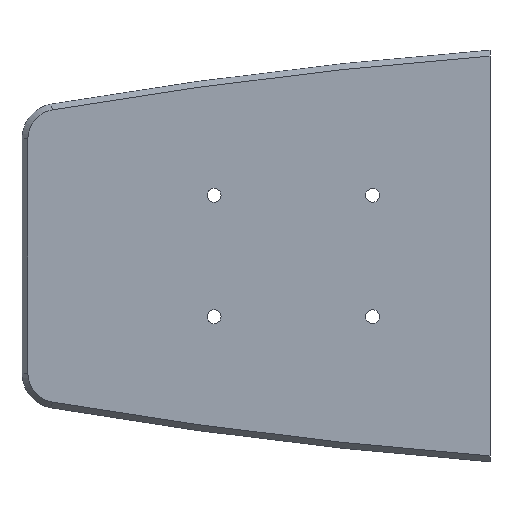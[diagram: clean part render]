
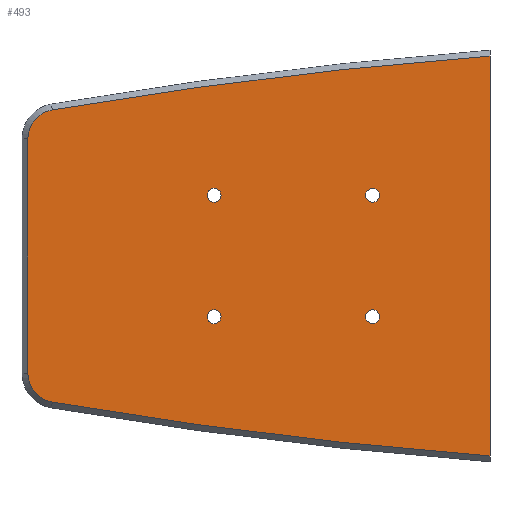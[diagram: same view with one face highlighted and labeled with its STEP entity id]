
A CAD part, front view. The second image highlights one B-rep face of the part: STEP entity #493.
In plain terms, the highlighted planar face has unit normal (0, -1, 0).
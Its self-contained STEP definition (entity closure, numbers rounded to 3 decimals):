
#15=FACE_BOUND('',#95,.T.);
#16=FACE_BOUND('',#96,.T.);
#17=FACE_BOUND('',#97,.T.);
#18=FACE_BOUND('',#98,.T.);
#46=PLANE('',#562);
#62=FACE_OUTER_BOUND('',#94,.T.);
#94=EDGE_LOOP('',(#368,#369,#370,#371,#372,#373));
#95=EDGE_LOOP('',(#374));
#96=EDGE_LOOP('',(#375));
#97=EDGE_LOOP('',(#376));
#98=EDGE_LOOP('',(#377));
#132=LINE('',#811,#163);
#135=LINE('',#828,#166);
#163=VECTOR('',#649,10.);
#166=VECTOR('',#666,10.);
#195=CIRCLE('',#551,1598.);
#197=CIRCLE('',#554,10.);
#199=CIRCLE('',#558,10.);
#200=CIRCLE('',#560,1598.);
#202=CIRCLE('',#563,2.381);
#203=CIRCLE('',#564,2.381);
#204=CIRCLE('',#565,2.381);
#205=CIRCLE('',#566,2.381);
#228=VERTEX_POINT('',#791);
#231=VERTEX_POINT('',#798);
#233=VERTEX_POINT('',#804);
#235=VERTEX_POINT('',#809);
#237=VERTEX_POINT('',#816);
#239=VERTEX_POINT('',#821);
#240=VERTEX_POINT('',#829);
#241=VERTEX_POINT('',#831);
#242=VERTEX_POINT('',#833);
#243=VERTEX_POINT('',#835);
#276=EDGE_CURVE('',#231,#228,#195,.T.);
#279=EDGE_CURVE('',#233,#231,#197,.T.);
#281=EDGE_CURVE('',#235,#233,#132,.T.);
#285=EDGE_CURVE('',#237,#235,#199,.T.);
#287=EDGE_CURVE('',#239,#237,#200,.T.);
#289=EDGE_CURVE('',#239,#228,#135,.T.);
#290=EDGE_CURVE('',#240,#240,#202,.T.);
#291=EDGE_CURVE('',#241,#241,#203,.T.);
#292=EDGE_CURVE('',#242,#242,#204,.T.);
#293=EDGE_CURVE('',#243,#243,#205,.T.);
#368=ORIENTED_EDGE('',*,*,#276,.F.);
#369=ORIENTED_EDGE('',*,*,#279,.F.);
#370=ORIENTED_EDGE('',*,*,#281,.F.);
#371=ORIENTED_EDGE('',*,*,#285,.F.);
#372=ORIENTED_EDGE('',*,*,#287,.F.);
#373=ORIENTED_EDGE('',*,*,#289,.T.);
#374=ORIENTED_EDGE('',*,*,#290,.T.);
#375=ORIENTED_EDGE('',*,*,#291,.T.);
#376=ORIENTED_EDGE('',*,*,#292,.T.);
#377=ORIENTED_EDGE('',*,*,#293,.T.);
#493=ADVANCED_FACE('',(#62,#15,#16,#17,#18),#46,.F.);
#551=AXIS2_PLACEMENT_3D('',#800,#637,#638);
#554=AXIS2_PLACEMENT_3D('',#806,#644,#645);
#558=AXIS2_PLACEMENT_3D('',#818,#656,#657);
#560=AXIS2_PLACEMENT_3D('',#825,#660,#661);
#562=AXIS2_PLACEMENT_3D('',#827,#664,#665);
#563=AXIS2_PLACEMENT_3D('',#830,#667,#668);
#564=AXIS2_PLACEMENT_3D('',#832,#669,#670);
#565=AXIS2_PLACEMENT_3D('',#834,#671,#672);
#566=AXIS2_PLACEMENT_3D('',#836,#673,#674);
#637=DIRECTION('center_axis',(0.,1.,0.));
#638=DIRECTION('ref_axis',(-0.175,0.,0.985));
#644=DIRECTION('center_axis',(0.,1.,0.));
#645=DIRECTION('ref_axis',(-0.764,0.,0.645));
#649=DIRECTION('',(0.,0.,1.));
#656=DIRECTION('center_axis',(0.,1.,0.));
#657=DIRECTION('ref_axis',(-0.764,0.,-0.645));
#660=DIRECTION('center_axis',(0.,1.,0.));
#661=DIRECTION('ref_axis',(0.175,0.,-0.985));
#664=DIRECTION('center_axis',(0.,1.,0.));
#665=DIRECTION('ref_axis',(0.,0.,1.));
#666=DIRECTION('',(0.,0.,1.));
#667=DIRECTION('center_axis',(0.,1.,0.));
#668=DIRECTION('ref_axis',(1.,0.,0.));
#669=DIRECTION('center_axis',(0.,1.,0.));
#670=DIRECTION('ref_axis',(1.,0.,0.));
#671=DIRECTION('center_axis',(0.,1.,0.));
#672=DIRECTION('ref_axis',(1.,0.,0.));
#673=DIRECTION('center_axis',(0.,1.,0.));
#674=DIRECTION('ref_axis',(1.,0.,0.));
#791=CARTESIAN_POINT('',(-120.,-14.,68.072));
#798=CARTESIAN_POINT('',(-269.084,-14.,49.766));
#800=CARTESIAN_POINT('Origin',(0.,-14.,-1525.416));
#804=CARTESIAN_POINT('',(-277.4,-14.,39.909));
#806=CARTESIAN_POINT('Origin',(-267.4,-14.,39.909));
#809=CARTESIAN_POINT('',(-277.4,-14.,-39.909));
#811=CARTESIAN_POINT('',(-277.4,-14.,25.));
#816=CARTESIAN_POINT('',(-269.084,-14.,-49.766));
#818=CARTESIAN_POINT('Origin',(-267.4,-14.,-39.909));
#821=CARTESIAN_POINT('',(-120.,-14.,-68.072));
#825=CARTESIAN_POINT('Origin',(0.,-14.,1525.416));
#827=CARTESIAN_POINT('Origin',(-199.7,-14.,0.));
#828=CARTESIAN_POINT('',(-120.,-14.,70.078));
#829=CARTESIAN_POINT('',(-162.381,-14.,20.638));
#830=CARTESIAN_POINT('Origin',(-160.,-14.,20.638));
#831=CARTESIAN_POINT('',(-216.356,-14.,20.638));
#832=CARTESIAN_POINT('Origin',(-213.975,-14.,20.638));
#833=CARTESIAN_POINT('',(-216.356,-14.,-20.637));
#834=CARTESIAN_POINT('Origin',(-213.975,-14.,-20.637));
#835=CARTESIAN_POINT('',(-162.381,-14.,-20.637));
#836=CARTESIAN_POINT('Origin',(-160.,-14.,-20.637));
